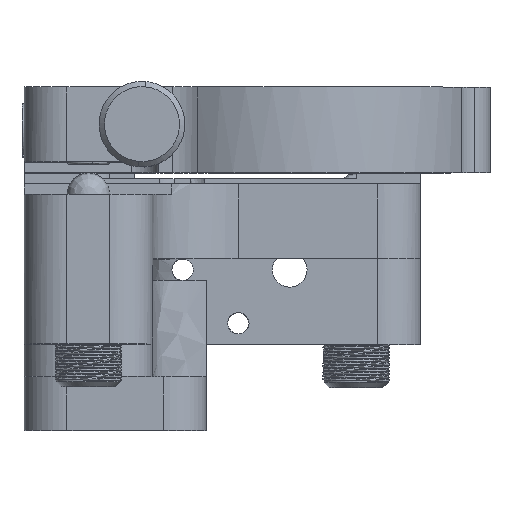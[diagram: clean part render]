
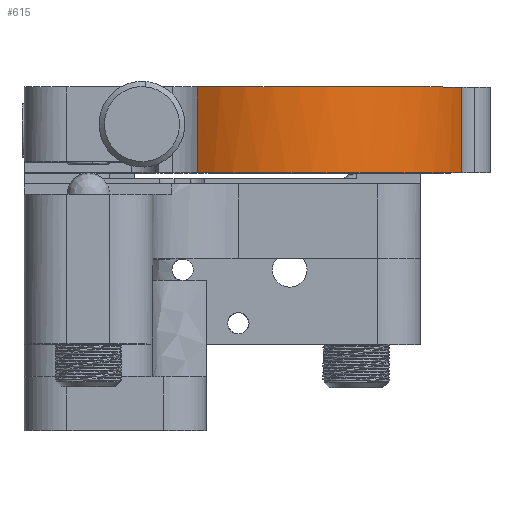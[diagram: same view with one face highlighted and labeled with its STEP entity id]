
A CAD part, top view. The second image highlights one B-rep face of the part: STEP entity #615.
In plain terms, the highlighted free-form (B-spline) face has degree [2, 1] with [9, 2] control points.
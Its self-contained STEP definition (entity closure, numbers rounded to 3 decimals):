
#615=ADVANCED_FACE('',(#1343),#11409,.T.);
#1343=FACE_OUTER_BOUND('',#2108,.T.);
#2108=EDGE_LOOP('',(#4684,#4685,#4686,#4687));
#4684=ORIENTED_EDGE('',*,*,#7068,.F.);
#4685=ORIENTED_EDGE('',*,*,#7056,.F.);
#4686=ORIENTED_EDGE('',*,*,#7212,.F.);
#4687=ORIENTED_EDGE('',*,*,#7213,.F.);
#7056=EDGE_CURVE('',#10359,#10360,#9111,.T.);
#7068=EDGE_CURVE('',#10360,#10372,#9123,.T.);
#7212=EDGE_CURVE('',#10431,#10359,#9229,.T.);
#7213=EDGE_CURVE('',#10372,#10431,#9230,.T.);
#9111=(
BOUNDED_CURVE()
B_SPLINE_CURVE(2,(#30993,#30994,#30995,#30996,#30997),.UNSPECIFIED.,.F.,
 .F.)
B_SPLINE_CURVE_WITH_KNOTS((3,2,3),(-29.644,-14.822,
0.),.UNSPECIFIED.)
CURVE()
GEOMETRIC_REPRESENTATION_ITEM()
RATIONAL_B_SPLINE_CURVE((1.,0.901,1.,0.901,1.))
REPRESENTATION_ITEM('')
);
#9123=(
BOUNDED_CURVE()
B_SPLINE_CURVE(1,(#31036,#31037),.UNSPECIFIED.,.F.,.F.)
B_SPLINE_CURVE_WITH_KNOTS((2,2),(0.,8.),.UNSPECIFIED.)
CURVE()
GEOMETRIC_REPRESENTATION_ITEM()
RATIONAL_B_SPLINE_CURVE((1.,1.))
REPRESENTATION_ITEM('')
);
#9229=(
BOUNDED_CURVE()
B_SPLINE_CURVE(1,(#31467,#31468),.UNSPECIFIED.,.F.,.F.)
B_SPLINE_CURVE_WITH_KNOTS((2,2),(-8.,0.),.UNSPECIFIED.)
CURVE()
GEOMETRIC_REPRESENTATION_ITEM()
RATIONAL_B_SPLINE_CURVE((1.,1.))
REPRESENTATION_ITEM('')
);
#9230=(
BOUNDED_CURVE()
B_SPLINE_CURVE(2,(#31469,#31470,#31471,#31472,#31473),.UNSPECIFIED.,.F.,
 .F.)
B_SPLINE_CURVE_WITH_KNOTS((3,2,3),(-29.644,-10.128,
0.),.UNSPECIFIED.)
CURVE()
GEOMETRIC_REPRESENTATION_ITEM()
RATIONAL_B_SPLINE_CURVE((1.,0.827,1.,0.955,1.))
REPRESENTATION_ITEM('')
);
#10359=VERTEX_POINT('',#30703);
#10360=VERTEX_POINT('',#30704);
#10372=VERTEX_POINT('',#30716);
#10431=VERTEX_POINT('',#30775);
#11409=(
BOUNDED_SURFACE()
B_SPLINE_SURFACE(2,1,((#30606,#30607),(#30608,#30609),(#30610,#30611),(#30612,
#30613),(#30614,#30615),(#30616,#30617),(#30618,#30619),(#30620,#30621),
(#30622,#30623)),.UNSPECIFIED.,.T.,.F.,.F.)
B_SPLINE_SURFACE_WITH_KNOTS((3,2,2,2,3),(2,2),(0.,33.,66.,
99.,132.),(0.,9.84),.UNSPECIFIED.)
GEOMETRIC_REPRESENTATION_ITEM()
RATIONAL_B_SPLINE_SURFACE(((1.,1.),(0.707,0.707),
(1.,1.),(0.707,0.707),(1.,1.),(0.707,
0.707),(1.,1.),(0.707,0.707),(1.,1.)))
REPRESENTATION_ITEM('')
SURFACE()
);
#30606=CARTESIAN_POINT('',(17.613,18.398,38.777));
#30607=CARTESIAN_POINT('',(17.613,8.558,38.777));
#30608=CARTESIAN_POINT('',(17.613,18.398,55.277));
#30609=CARTESIAN_POINT('',(17.613,8.558,55.277));
#30610=CARTESIAN_POINT('',(1.113,18.398,55.277));
#30611=CARTESIAN_POINT('',(1.113,8.558,55.277));
#30612=CARTESIAN_POINT('',(-15.387,18.398,55.277));
#30613=CARTESIAN_POINT('',(-15.387,8.558,55.277));
#30614=CARTESIAN_POINT('',(-15.387,18.398,38.777));
#30615=CARTESIAN_POINT('',(-15.387,8.558,38.777));
#30616=CARTESIAN_POINT('',(-15.387,18.398,22.277));
#30617=CARTESIAN_POINT('',(-15.387,8.558,22.277));
#30618=CARTESIAN_POINT('',(1.113,18.398,22.277));
#30619=CARTESIAN_POINT('',(1.113,8.558,22.277));
#30620=CARTESIAN_POINT('',(17.613,18.398,22.277));
#30621=CARTESIAN_POINT('',(17.613,8.558,22.277));
#30622=CARTESIAN_POINT('',(17.613,18.398,38.777));
#30623=CARTESIAN_POINT('',(17.613,8.558,38.777));
#30703=CARTESIAN_POINT('',(-8.237,17.478,52.372));
#30704=CARTESIAN_POINT('',(16.456,17.478,44.846));
#30716=CARTESIAN_POINT('',(16.456,9.478,44.846));
#30775=CARTESIAN_POINT('',(-8.237,9.478,52.372));
#30993=CARTESIAN_POINT('',(-8.237,17.478,52.372));
#30994=CARTESIAN_POINT('',(-1.684,17.478,56.879));
#30995=CARTESIAN_POINT('',(5.923,17.478,54.56));
#30996=CARTESIAN_POINT('',(13.531,17.478,52.242));
#30997=CARTESIAN_POINT('',(16.456,17.478,44.846));
#31036=CARTESIAN_POINT('',(16.456,17.478,44.846));
#31037=CARTESIAN_POINT('',(16.456,9.478,44.846));
#31467=CARTESIAN_POINT('',(-8.237,9.478,52.372));
#31468=CARTESIAN_POINT('',(-8.237,17.478,52.372));
#31469=CARTESIAN_POINT('',(16.456,9.478,44.846));
#31470=CARTESIAN_POINT('',(12.33,9.478,55.277));
#31471=CARTESIAN_POINT('',(1.113,9.478,55.277));
#31472=CARTESIAN_POINT('',(-4.013,9.478,55.277));
#31473=CARTESIAN_POINT('',(-8.237,9.478,52.372));
